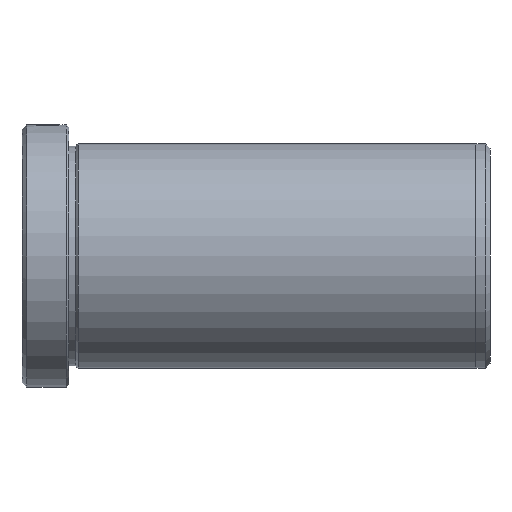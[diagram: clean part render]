
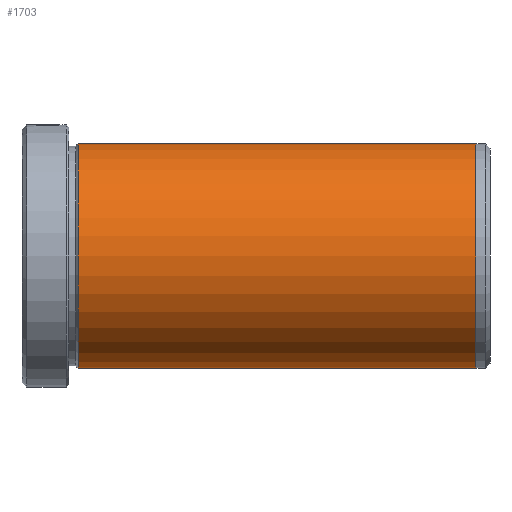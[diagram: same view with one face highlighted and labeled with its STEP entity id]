
A CAD part, left-side view. The second image highlights one B-rep face of the part: STEP entity #1703.
In plain terms, the highlighted cylindrical face has radius 24 mm (diameter 48 mm), a partial arc.
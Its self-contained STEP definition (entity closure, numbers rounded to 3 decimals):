
#15 = DIRECTION ( 'NONE',  ( 0., -1., 0. ) ) ;
#30 = CARTESIAN_POINT ( 'NONE',  ( 0., 0., 0. ) ) ;
#101 = EDGE_LOOP ( 'NONE', ( #444, #1528, #1496, #1158 ) ) ;
#140 = CARTESIAN_POINT ( 'NONE',  ( 0., -12., -24. ) ) ;
#158 = CARTESIAN_POINT ( 'NONE',  ( 0., 0., 24. ) ) ;
#204 = AXIS2_PLACEMENT_3D ( 'NONE', #1422, #558, #1557 ) ;
#238 = VERTEX_POINT ( 'NONE', #140 ) ;
#439 = CARTESIAN_POINT ( 'NONE',  ( 0., 0., -24. ) ) ;
#444 = ORIENTED_EDGE ( 'NONE', *, *, #547, .F. ) ;
#455 = CYLINDRICAL_SURFACE ( 'NONE', #1381, 24. ) ;
#523 = VECTOR ( 'NONE', #1031, 1000. ) ;
#547 = EDGE_CURVE ( 'NONE', #882, #238, #1372, .T. ) ;
#558 = DIRECTION ( 'NONE',  ( 0., 1., 0. ) ) ;
#566 = EDGE_CURVE ( 'NONE', #1085, #882, #1642, .T. ) ;
#741 = CIRCLE ( 'NONE', #204, 24. ) ;
#880 = LINE ( 'NONE', #158, #523 ) ;
#882 = VERTEX_POINT ( 'NONE', #1509 ) ;
#898 = CARTESIAN_POINT ( 'NONE',  ( 0., -97., 0. ) ) ;
#1031 = DIRECTION ( 'NONE',  ( 0., 1., 0. ) ) ;
#1032 = DIRECTION ( 'NONE',  ( 0., 0., -1. ) ) ;
#1047 = DIRECTION ( 'NONE',  ( 0., 1., 0. ) ) ;
#1085 = VERTEX_POINT ( 'NONE', #1544 ) ;
#1158 = ORIENTED_EDGE ( 'NONE', *, *, #1449, .F. ) ;
#1179 = DIRECTION ( 'NONE',  ( 0., 0., 1. ) ) ;
#1268 = FACE_OUTER_BOUND ( 'NONE', #101, .T. ) ;
#1321 = VECTOR ( 'NONE', #1575, 1000. ) ;
#1329 = EDGE_CURVE ( 'NONE', #1085, #1667, #880, .T. ) ;
#1331 = AXIS2_PLACEMENT_3D ( 'NONE', #898, #15, #1032 ) ;
#1372 = LINE ( 'NONE', #439, #1321 ) ;
#1381 = AXIS2_PLACEMENT_3D ( 'NONE', #30, #1047, #1179 ) ;
#1422 = CARTESIAN_POINT ( 'NONE',  ( 0., -12., 0. ) ) ;
#1449 = EDGE_CURVE ( 'NONE', #238, #1667, #741, .T. ) ;
#1496 = ORIENTED_EDGE ( 'NONE', *, *, #1329, .T. ) ;
#1509 = CARTESIAN_POINT ( 'NONE',  ( 0., -97., -24. ) ) ;
#1528 = ORIENTED_EDGE ( 'NONE', *, *, #566, .F. ) ;
#1544 = CARTESIAN_POINT ( 'NONE',  ( 0., -97., 24. ) ) ;
#1557 = DIRECTION ( 'NONE',  ( 0., 0., 1. ) ) ;
#1575 = DIRECTION ( 'NONE',  ( 0., 1., 0. ) ) ;
#1588 = CARTESIAN_POINT ( 'NONE',  ( 0., -12., 24. ) ) ;
#1642 = CIRCLE ( 'NONE', #1331, 24. ) ;
#1667 = VERTEX_POINT ( 'NONE', #1588 ) ;
#1703 = ADVANCED_FACE ( 'NONE', ( #1268 ), #455, .T. ) ;
